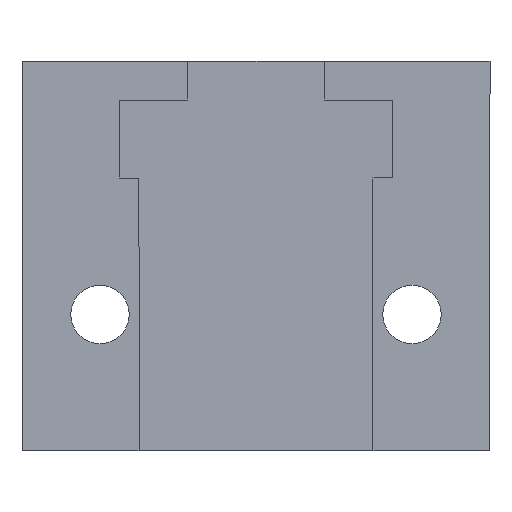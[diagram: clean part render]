
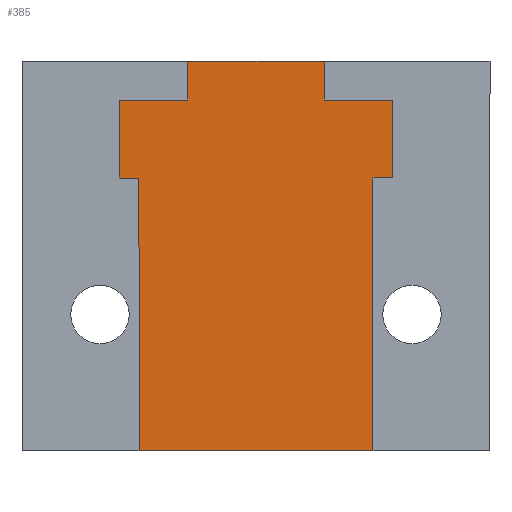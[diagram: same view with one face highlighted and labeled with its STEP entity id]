
A CAD part, front view. The second image highlights one B-rep face of the part: STEP entity #385.
In plain terms, the highlighted planar face has unit normal (0, -1, 0).
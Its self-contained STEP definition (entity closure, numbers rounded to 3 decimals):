
#7 = CARTESIAN_POINT ( 'NONE',  ( -3.5, 2., 0. ) ) ;
#13 = LINE ( 'NONE', #287, #359 ) ;
#17 = CARTESIAN_POINT ( 'NONE',  ( -7., 2., -2. ) ) ;
#19 = DIRECTION ( 'NONE',  ( 0., 0., -1. ) ) ;
#24 = VERTEX_POINT ( 'NONE', #7 ) ;
#34 = EDGE_LOOP ( 'NONE', ( #475, #650, #272, #198, #488, #542, #474, #523, #457, #80, #256, #481 ) ) ;
#46 = VERTEX_POINT ( 'NONE', #55 ) ;
#49 = VECTOR ( 'NONE', #452, 1000. ) ;
#55 = CARTESIAN_POINT ( 'NONE',  ( -7., 2., -2. ) ) ;
#61 = CARTESIAN_POINT ( 'NONE',  ( -6., 2., -20. ) ) ;
#71 = CARTESIAN_POINT ( 'NONE',  ( -6., 2., -6. ) ) ;
#72 = LINE ( 'NONE', #506, #241 ) ;
#74 = LINE ( 'NONE', #289, #207 ) ;
#76 = VERTEX_POINT ( 'NONE', #546 ) ;
#78 = LINE ( 'NONE', #617, #152 ) ;
#80 = ORIENTED_EDGE ( 'NONE', *, *, #259, .T. ) ;
#97 = VECTOR ( 'NONE', #689, 1000. ) ;
#105 = AXIS2_PLACEMENT_3D ( 'NONE', #120, #224, #117 ) ;
#114 = DIRECTION ( 'NONE',  ( 1., 0., 0. ) ) ;
#117 = DIRECTION ( 'NONE',  ( 0., 0., 1. ) ) ;
#120 = CARTESIAN_POINT ( 'NONE',  ( 0., 2., 0. ) ) ;
#131 = LINE ( 'NONE', #668, #570 ) ;
#132 = CARTESIAN_POINT ( 'NONE',  ( -7., 2., -6. ) ) ;
#139 = VERTEX_POINT ( 'NONE', #188 ) ;
#141 = LINE ( 'NONE', #646, #229 ) ;
#152 = VECTOR ( 'NONE', #518, 1000. ) ;
#158 = EDGE_CURVE ( 'NONE', #139, #706, #131, .T. ) ;
#178 = EDGE_CURVE ( 'NONE', #527, #139, #13, .T. ) ;
#188 = CARTESIAN_POINT ( 'NONE',  ( 3.5, 2., -2. ) ) ;
#189 = CARTESIAN_POINT ( 'NONE',  ( 6., 2., -6. ) ) ;
#192 = DIRECTION ( 'NONE',  ( 0., 0., 1. ) ) ;
#198 = ORIENTED_EDGE ( 'NONE', *, *, #205, .T. ) ;
#205 = EDGE_CURVE ( 'NONE', #46, #478, #502, .T. ) ;
#207 = VECTOR ( 'NONE', #507, 1000. ) ;
#224 = DIRECTION ( 'NONE',  ( 0., 1., 0. ) ) ;
#229 = VECTOR ( 'NONE', #575, 1000. ) ;
#241 = VECTOR ( 'NONE', #192, 1000. ) ;
#243 = EDGE_CURVE ( 'NONE', #265, #423, #344, .T. ) ;
#256 = ORIENTED_EDGE ( 'NONE', *, *, #178, .T. ) ;
#259 = EDGE_CURVE ( 'NONE', #422, #527, #74, .T. ) ;
#265 = VERTEX_POINT ( 'NONE', #476 ) ;
#272 = ORIENTED_EDGE ( 'NONE', *, *, #541, .T. ) ;
#284 = DIRECTION ( 'NONE',  ( 0., 0., 1. ) ) ;
#287 = CARTESIAN_POINT ( 'NONE',  ( 3.5, 2., -2. ) ) ;
#289 = CARTESIAN_POINT ( 'NONE',  ( 7., 2., -2. ) ) ;
#295 = VECTOR ( 'NONE', #19, 1000. ) ;
#307 = EDGE_CURVE ( 'NONE', #423, #76, #141, .T. ) ;
#344 = LINE ( 'NONE', #71, #295 ) ;
#353 = LINE ( 'NONE', #459, #97 ) ;
#359 = VECTOR ( 'NONE', #403, 1000. ) ;
#363 = CARTESIAN_POINT ( 'NONE',  ( 7., 2., -2. ) ) ;
#364 = EDGE_CURVE ( 'NONE', #478, #265, #395, .T. ) ;
#385 = ADVANCED_FACE ( 'NONE', ( #665 ), #659, .F. ) ;
#390 = CARTESIAN_POINT ( 'NONE',  ( -3.5, 2., -2. ) ) ;
#395 = LINE ( 'NONE', #492, #416 ) ;
#403 = DIRECTION ( 'NONE',  ( -1., 0., 0. ) ) ;
#406 = VERTEX_POINT ( 'NONE', #390 ) ;
#416 = VECTOR ( 'NONE', #114, 1000. ) ;
#422 = VERTEX_POINT ( 'NONE', #662 ) ;
#423 = VERTEX_POINT ( 'NONE', #61 ) ;
#452 = DIRECTION ( 'NONE',  ( 0., 0., -1. ) ) ;
#456 = EDGE_CURVE ( 'NONE', #24, #406, #353, .T. ) ;
#457 = ORIENTED_EDGE ( 'NONE', *, *, #534, .T. ) ;
#459 = CARTESIAN_POINT ( 'NONE',  ( -3.5, 2., 0. ) ) ;
#474 = ORIENTED_EDGE ( 'NONE', *, *, #307, .T. ) ;
#475 = ORIENTED_EDGE ( 'NONE', *, *, #620, .T. ) ;
#476 = CARTESIAN_POINT ( 'NONE',  ( -6., 2., -6. ) ) ;
#478 = VERTEX_POINT ( 'NONE', #132 ) ;
#481 = ORIENTED_EDGE ( 'NONE', *, *, #158, .T. ) ;
#486 = LINE ( 'NONE', #529, #531 ) ;
#487 = VERTEX_POINT ( 'NONE', #189 ) ;
#488 = ORIENTED_EDGE ( 'NONE', *, *, #364, .T. ) ;
#492 = CARTESIAN_POINT ( 'NONE',  ( -7., 2., -6. ) ) ;
#502 = LINE ( 'NONE', #17, #49 ) ;
#506 = CARTESIAN_POINT ( 'NONE',  ( 6., 2., -6. ) ) ;
#507 = DIRECTION ( 'NONE',  ( 0., 0., 1. ) ) ;
#518 = DIRECTION ( 'NONE',  ( -1., 0., 0. ) ) ;
#523 = ORIENTED_EDGE ( 'NONE', *, *, #567, .T. ) ;
#527 = VERTEX_POINT ( 'NONE', #363 ) ;
#529 = CARTESIAN_POINT ( 'NONE',  ( -3.5, 2., 0. ) ) ;
#531 = VECTOR ( 'NONE', #592, 1000. ) ;
#534 = EDGE_CURVE ( 'NONE', #487, #422, #673, .T. ) ;
#541 = EDGE_CURVE ( 'NONE', #406, #46, #78, .T. ) ;
#542 = ORIENTED_EDGE ( 'NONE', *, *, #243, .T. ) ;
#546 = CARTESIAN_POINT ( 'NONE',  ( 6., 2., -20. ) ) ;
#567 = EDGE_CURVE ( 'NONE', #76, #487, #72, .T. ) ;
#570 = VECTOR ( 'NONE', #284, 1000. ) ;
#575 = DIRECTION ( 'NONE',  ( 1., 0., 0. ) ) ;
#592 = DIRECTION ( 'NONE',  ( -1., 0., 0. ) ) ;
#610 = CARTESIAN_POINT ( 'NONE',  ( 7., 2., -6. ) ) ;
#613 = DIRECTION ( 'NONE',  ( 1., 0., 0. ) ) ;
#617 = CARTESIAN_POINT ( 'NONE',  ( -3.5, 2., -2. ) ) ;
#620 = EDGE_CURVE ( 'NONE', #706, #24, #486, .T. ) ;
#646 = CARTESIAN_POINT ( 'NONE',  ( -6., 2., -20. ) ) ;
#650 = ORIENTED_EDGE ( 'NONE', *, *, #456, .T. ) ;
#659 = PLANE ( 'NONE',  #105 ) ;
#662 = CARTESIAN_POINT ( 'NONE',  ( 7., 2., -6. ) ) ;
#665 = FACE_OUTER_BOUND ( 'NONE', #34, .T. ) ;
#668 = CARTESIAN_POINT ( 'NONE',  ( 3.5, 2., 0. ) ) ;
#673 = LINE ( 'NONE', #610, #676 ) ;
#676 = VECTOR ( 'NONE', #613, 1000. ) ;
#689 = DIRECTION ( 'NONE',  ( 0., 0., -1. ) ) ;
#696 = CARTESIAN_POINT ( 'NONE',  ( 3.5, 2., 0. ) ) ;
#706 = VERTEX_POINT ( 'NONE', #696 ) ;
